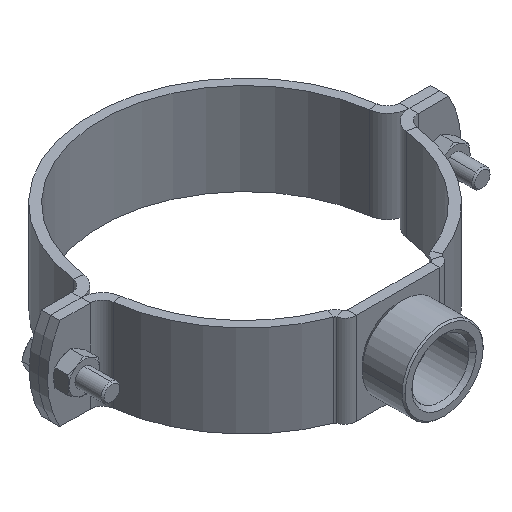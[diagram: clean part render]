
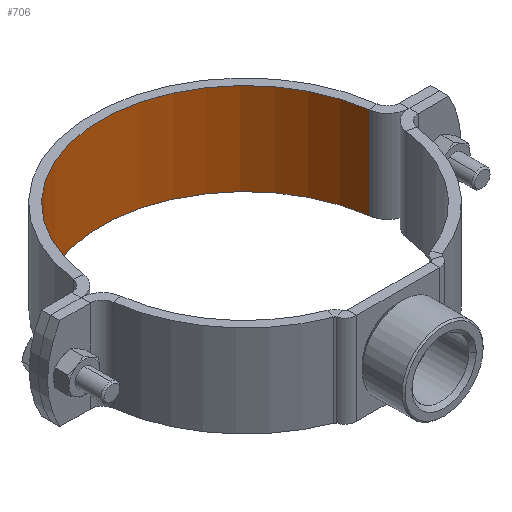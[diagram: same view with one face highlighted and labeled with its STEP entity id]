
A CAD part, isometric view. The second image highlights one B-rep face of the part: STEP entity #706.
In plain terms, the highlighted cylindrical face has radius 47 mm (diameter 94 mm), a partial arc.
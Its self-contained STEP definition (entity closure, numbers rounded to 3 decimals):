
#15 = ORIENTED_EDGE ( 'NONE', *, *, #3348, .F. ) ;
#84 = DIRECTION ( 'NONE',  ( 0., 0., -1. ) ) ;
#425 = ORIENTED_EDGE ( 'NONE', *, *, #452, .T. ) ;
#452 = EDGE_CURVE ( 'NONE', #2026, #2000, #1548, .T. ) ;
#706 = ADVANCED_FACE ( 'NONE', ( #3051 ), #4569, .F. ) ;
#1044 = CARTESIAN_POINT ( 'NONE',  ( 0., 0., -15. ) ) ;
#1162 = CARTESIAN_POINT ( 'NONE',  ( 0., 0., 15. ) ) ;
#1195 = VERTEX_POINT ( 'NONE', #2699 ) ;
#1212 = DIRECTION ( 'NONE',  ( 0., 0., -1. ) ) ;
#1293 = DIRECTION ( 'NONE',  ( 1., 0., 0. ) ) ;
#1434 = VERTEX_POINT ( 'NONE', #2489 ) ;
#1544 = AXIS2_PLACEMENT_3D ( 'NONE', #3181, #4681, #1293 ) ;
#1548 = CIRCLE ( 'NONE', #1544, 47. ) ;
#1808 = ORIENTED_EDGE ( 'NONE', *, *, #2583, .F. ) ;
#1855 = LINE ( 'NONE', #3365, #3701 ) ;
#1871 = AXIS2_PLACEMENT_3D ( 'NONE', #1162, #2678, #4201 ) ;
#2000 = VERTEX_POINT ( 'NONE', #4399 ) ;
#2026 = VERTEX_POINT ( 'NONE', #4422 ) ;
#2201 = EDGE_CURVE ( 'NONE', #2000, #1195, #3106, .T. ) ;
#2489 = CARTESIAN_POINT ( 'NONE',  ( -46.603, -6.093, -15. ) ) ;
#2555 = DIRECTION ( 'NONE',  ( 0., 0., 1. ) ) ;
#2583 = EDGE_CURVE ( 'NONE', #2026, #1434, #1855, .T. ) ;
#2678 = DIRECTION ( 'NONE',  ( 0., 0., -1. ) ) ;
#2699 = CARTESIAN_POINT ( 'NONE',  ( 46.603, -6.093, -15. ) ) ;
#3051 = FACE_OUTER_BOUND ( 'NONE', #4581, .T. ) ;
#3106 = LINE ( 'NONE', #4614, #3301 ) ;
#3181 = CARTESIAN_POINT ( 'NONE',  ( 0., 0., 15. ) ) ;
#3301 = VECTOR ( 'NONE', #1212, 1000. ) ;
#3348 = EDGE_CURVE ( 'NONE', #1434, #1195, #4316, .T. ) ;
#3365 = CARTESIAN_POINT ( 'NONE',  ( -46.603, -6.093, 15. ) ) ;
#3701 = VECTOR ( 'NONE', #84, 1000. ) ;
#3913 = ORIENTED_EDGE ( 'NONE', *, *, #2201, .T. ) ;
#4076 = DIRECTION ( 'NONE',  ( 1., 0., 0. ) ) ;
#4201 = DIRECTION ( 'NONE',  ( -1., 0., 0. ) ) ;
#4316 = CIRCLE ( 'NONE', #4317, 47. ) ;
#4317 = AXIS2_PLACEMENT_3D ( 'NONE', #1044, #2555, #4076 ) ;
#4399 = CARTESIAN_POINT ( 'NONE',  ( 46.603, -6.093, 15. ) ) ;
#4422 = CARTESIAN_POINT ( 'NONE',  ( -46.603, -6.093, 15. ) ) ;
#4569 = CYLINDRICAL_SURFACE ( 'NONE', #1871, 47. ) ;
#4581 = EDGE_LOOP ( 'NONE', ( #15, #1808, #425, #3913 ) ) ;
#4614 = CARTESIAN_POINT ( 'NONE',  ( 46.603, -6.093, 15. ) ) ;
#4681 = DIRECTION ( 'NONE',  ( 0., 0., 1. ) ) ;
